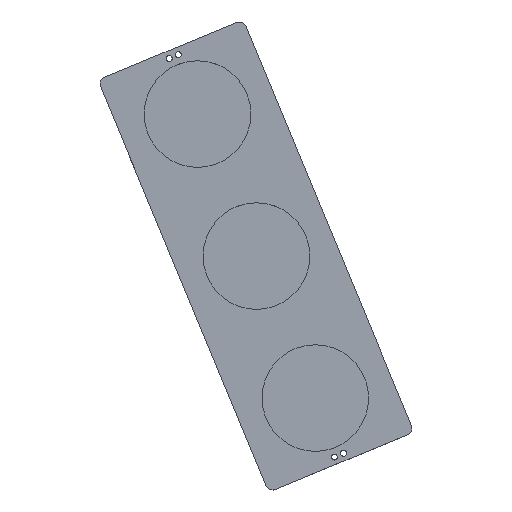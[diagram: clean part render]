
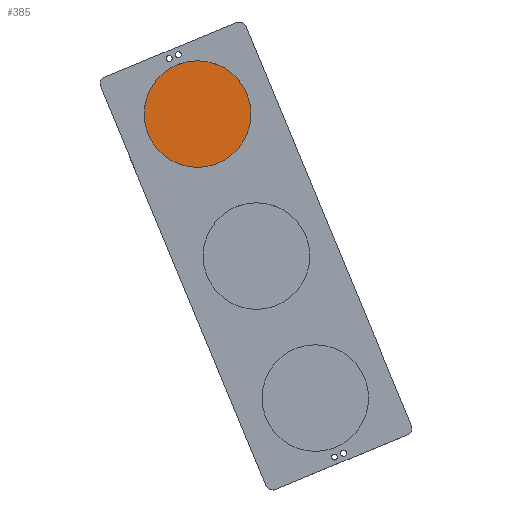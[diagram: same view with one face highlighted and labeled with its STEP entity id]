
A CAD part, top view. The second image highlights one B-rep face of the part: STEP entity #385.
In plain terms, the highlighted planar face has unit normal (0, 0, 1).
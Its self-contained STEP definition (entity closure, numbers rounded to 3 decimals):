
#18 = CARTESIAN_POINT ( 'NONE',  ( -2663.536, -1366.809, 16533.513 ) ) ;
#53 = DIRECTION ( 'NONE',  ( 1., 0., 0. ) ) ;
#67 = FACE_OUTER_BOUND ( 'NONE', #754, .T. ) ;
#134 = CARTESIAN_POINT ( 'NONE',  ( 0., 0., 16533.513 ) ) ;
#148 = CARTESIAN_POINT ( 'NONE',  ( -2663.536, -1366.809, 16533.513 ) ) ;
#162 = VERTEX_POINT ( 'NONE', #576 ) ;
#220 = DIRECTION ( 'NONE',  ( 0., 0., 1. ) ) ;
#248 = CARTESIAN_POINT ( 'NONE',  ( -2642.036, -1366.809, 16533.513 ) ) ;
#269 = VERTEX_POINT ( 'NONE', #248 ) ;
#296 = DIRECTION ( 'NONE',  ( 0., 0., 1. ) ) ;
#356 = DIRECTION ( 'NONE',  ( 1., 0., 0. ) ) ;
#385 = ADVANCED_FACE ( 'NONE', ( #67 ), #556, .T. ) ;
#424 = AXIS2_PLACEMENT_3D ( 'NONE', #134, #220, #356 ) ;
#439 = CIRCLE ( 'NONE', #804, 21.5 ) ;
#457 = EDGE_CURVE ( 'NONE', #269, #162, #439, .T. ) ;
#556 = PLANE ( 'NONE',  #424 ) ;
#565 = DIRECTION ( 'NONE',  ( 1., 0., 0. ) ) ;
#576 = CARTESIAN_POINT ( 'NONE',  ( -2685.036, -1366.809, 16533.513 ) ) ;
#589 = CIRCLE ( 'NONE', #702, 21.5 ) ;
#675 = DIRECTION ( 'NONE',  ( 0., 0., 1. ) ) ;
#679 = ORIENTED_EDGE ( 'NONE', *, *, #758, .T. ) ;
#702 = AXIS2_PLACEMENT_3D ( 'NONE', #18, #296, #565 ) ;
#754 = EDGE_LOOP ( 'NONE', ( #757, #679 ) ) ;
#757 = ORIENTED_EDGE ( 'NONE', *, *, #457, .T. ) ;
#758 = EDGE_CURVE ( 'NONE', #162, #269, #589, .T. ) ;
#804 = AXIS2_PLACEMENT_3D ( 'NONE', #148, #675, #53 ) ;
